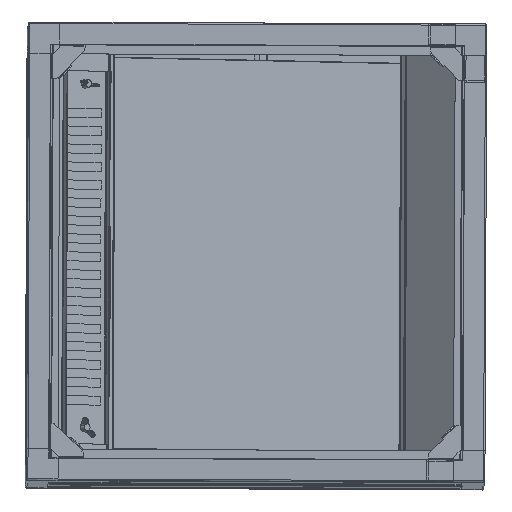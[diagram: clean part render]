
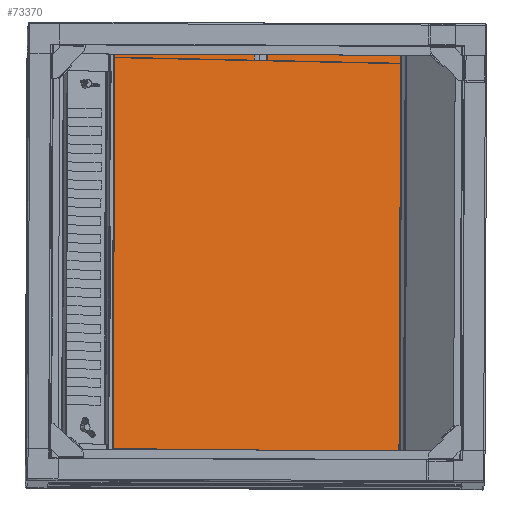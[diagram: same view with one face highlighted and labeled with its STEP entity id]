
A CAD part, left-side view. The second image highlights one B-rep face of the part: STEP entity #73370.
In plain terms, the highlighted planar face has unit normal (-0.755, -0.656, 0.012).
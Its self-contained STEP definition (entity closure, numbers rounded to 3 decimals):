
#705 = VERTEX_POINT ( 'NONE', #89876 ) ;
#6118 = DIRECTION ( 'NONE',  ( -0.656, 0.755, 0.016 ) ) ;
#6789 = AXIS2_PLACEMENT_3D ( 'NONE', #57555, #41861, #50188 ) ;
#14569 = VECTOR ( 'NONE', #65032, 1000. ) ;
#16519 = DIRECTION ( 'NONE',  ( -0.019, 0.004, -1. ) ) ;
#17502 = CARTESIAN_POINT ( 'NONE',  ( -80.46, 884.652, 1353.717 ) ) ;
#18259 = CARTESIAN_POINT ( 'NONE',  ( 514.342, 183.228, 417.428 ) ) ;
#27123 = PLANE ( 'NONE',  #6789 ) ;
#31255 = LINE ( 'NONE', #17502, #80832 ) ;
#32188 = ORIENTED_EDGE ( 'NONE', *, *, #73174, .T. ) ;
#37167 = EDGE_CURVE ( 'Defeature ausgef�hrt100_0+Defeature ausgef�hrt100_7+Defeature ausgef�hrt100_21+Defeature ausgef�hrt100_14', #705, #60109, #96428, .T. ) ;
#37536 = CARTESIAN_POINT ( 'NONE',  ( 532.938, 178.511, 1337.722 ) ) ;
#41861 = DIRECTION ( 'NONE',  ( -0.755, -0.656, 0.012 ) ) ;
#47768 = EDGE_CURVE ( 'Defeature ausgef�hrt100_0+Defeature ausgef�hrt100_21+Defeature ausgef�hrt100_23+Defeature ausgef�hrt100_7', #94951, #705, #77678, .T. ) ;
#47983 = ORIENTED_EDGE ( 'NONE', *, *, #37167, .T. ) ;
#50188 = DIRECTION ( 'NONE',  ( -0.019, 0.004, -1. ) ) ;
#57555 = CARTESIAN_POINT ( 'NONE',  ( -82.263, 886.758, 1355.469 ) ) ;
#59353 = VECTOR ( 'NONE', #6118, 1000. ) ;
#60109 = VERTEX_POINT ( 'NONE', #94200 ) ;
#61675 = CARTESIAN_POINT ( 'NONE',  ( -98.339, 888.544, 433.406 ) ) ;
#61949 = VECTOR ( 'NONE', #70809, 1000. ) ;
#64068 = LINE ( 'NONE', #72424, #14569 ) ;
#65032 = DIRECTION ( 'NONE',  ( 0.656, -0.755, -0.016 ) ) ;
#67306 = ORIENTED_EDGE ( 'NONE', *, *, #47768, .T. ) ;
#69875 = EDGE_LOOP ( 'NONE', ( #74208, #32188, #67306, #47983 ) ) ;
#70809 = DIRECTION ( 'NONE',  ( 0.019, -0.004, 1. ) ) ;
#72424 = CARTESIAN_POINT ( 'NONE',  ( -99.056, 889.369, 433.424 ) ) ;
#73174 = EDGE_CURVE ( 'Defeature ausgef�hrt100_0+Defeature ausgef�hrt100_23+Defeature ausgef�hrt100_14+Defeature ausgef�hrt100_21', #75657, #94951, #64068, .T. ) ;
#73370 = ADVANCED_FACE ( 'Defeature ausgef�hrt100_0', ( #87007 ), #27123, .T. ) ;
#74208 = ORIENTED_EDGE ( 'NONE', *, *, #85544, .T. ) ;
#75657 = VERTEX_POINT ( 'NONE', #61675 ) ;
#77678 = LINE ( 'NONE', #18259, #61949 ) ;
#80832 = VECTOR ( 'NONE', #16519, 1000. ) ;
#85544 = EDGE_CURVE ( 'Defeature ausgef�hrt100_0+Defeature ausgef�hrt100_14+Defeature ausgef�hrt100_7+Defeature ausgef�hrt100_23', #60109, #75657, #31255, .T. ) ;
#87007 = FACE_OUTER_BOUND ( 'NONE', #69875, .T. ) ;
#89876 = CARTESIAN_POINT ( 'NONE',  ( 532.221, 179.336, 1337.739 ) ) ;
#92059 = CARTESIAN_POINT ( 'NONE',  ( 514.364, 183.224, 418.521 ) ) ;
#94200 = CARTESIAN_POINT ( 'NONE',  ( -80.482, 884.657, 1352.625 ) ) ;
#94951 = VERTEX_POINT ( 'NONE', #92059 ) ;
#96428 = LINE ( 'NONE', #37536, #59353 ) ;
